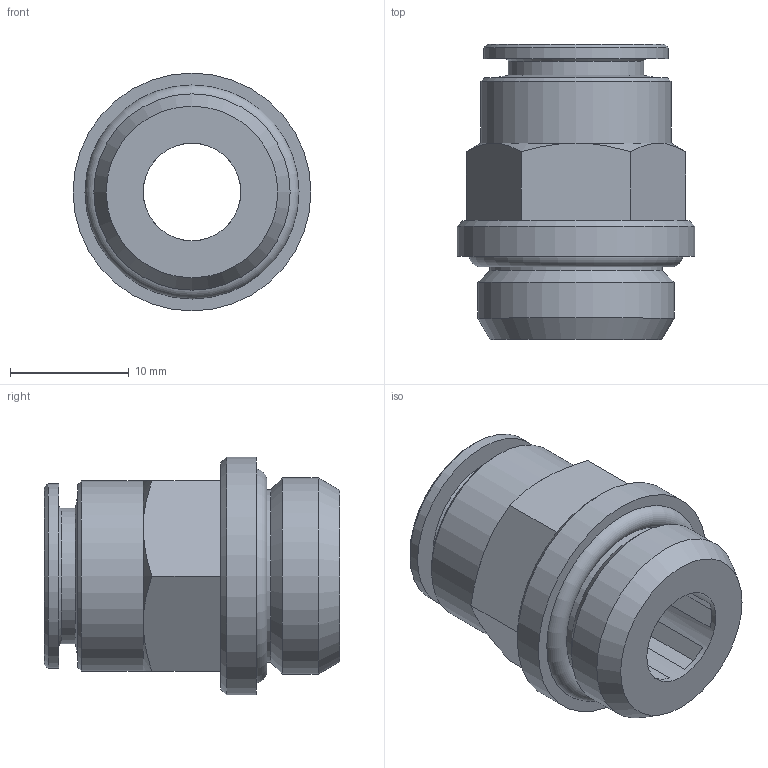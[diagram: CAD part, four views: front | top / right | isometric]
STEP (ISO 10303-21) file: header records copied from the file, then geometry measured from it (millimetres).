
FILE_DESCRIPTION(/* description */ ('STEP AP214'),/* implementation_level */ '2;1');
FILE_NAME(/* name */ 'A0020053',/* time_stamp */ '2023-04-06T12:18:36+02:00',/* author */ ('License CC BY-ND 4.0'),/* organization */ ('CADENAS'),/* preprocessor_version */ 'ST-DEVELOPER v19.3',/* originating_system */ 'PARTsolutions',/* authorisation */ ' ');
FILE_SCHEMA (('AUTOMOTIVE_DESIGN {1 0 10303 214 3 1 1}'));
Length unit declared in the file: millimetre
Products named in the file (1): A0020053
Bounding box: 20 x 24.8 x 20 mm (x, y, z)
Volume: 3446.5 mm3; surface area: 2704.6 mm2
Topology: 1 solids, 1 shells, 54 faces, 128 edges, 80 vertices
Faces by surface type: plane 30, cone 15, cylinder 8, torus 1
Full cylindrical faces by diameter (mm): 8.2 x1, 10.15 x1, 11.4 x1, 14.5 x1, 15.5 x1, 16 x1, 16.5 x1, 20 x1
Entity records: 1848 total; most frequent: CARTESIAN_POINT 309, DIRECTION 232, ORIENTED_EDGE 212, EDGE_CURVE 106, AXIS2_PLACEMENT_3D 95, EDGE_LOOP 78, FACE_BOUND 78, VERTEX_POINT 76
